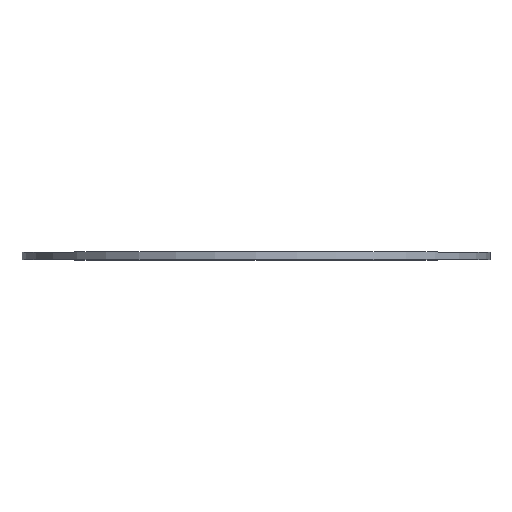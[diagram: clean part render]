
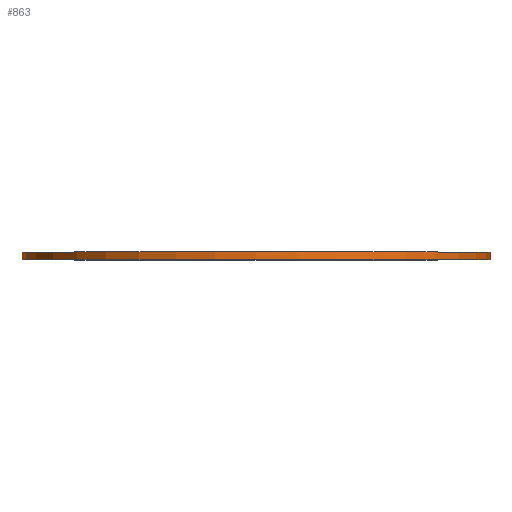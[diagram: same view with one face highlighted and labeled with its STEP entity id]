
A CAD part, top view. The second image highlights one B-rep face of the part: STEP entity #863.
In plain terms, the highlighted cylindrical face has radius 50 mm (diameter 100 mm), a full revolution.
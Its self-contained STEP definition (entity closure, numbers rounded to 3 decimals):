
#89=FACE_OUTER_BOUND('',#132,.T.);
#132=EDGE_LOOP('',(#710,#711,#712,#713));
#221=LINE('',#1487,#290);
#290=VECTOR('',#1235,50.);
#343=CIRCLE('',#973,50.);
#344=CIRCLE('',#974,50.);
#425=VERTEX_POINT('',#1484);
#426=VERTEX_POINT('',#1486);
#547=EDGE_CURVE('',#425,#425,#343,.T.);
#548=EDGE_CURVE('',#425,#426,#221,.T.);
#549=EDGE_CURVE('',#426,#426,#344,.T.);
#710=ORIENTED_EDGE('',*,*,#547,.F.);
#711=ORIENTED_EDGE('',*,*,#548,.T.);
#712=ORIENTED_EDGE('',*,*,#549,.T.);
#713=ORIENTED_EDGE('',*,*,#548,.F.);
#822=CYLINDRICAL_SURFACE('',#972,50.);
#863=ADVANCED_FACE('',(#89),#822,.T.);
#972=AXIS2_PLACEMENT_3D('',#1483,#1231,#1232);
#973=AXIS2_PLACEMENT_3D('',#1485,#1233,#1234);
#974=AXIS2_PLACEMENT_3D('',#1488,#1236,#1237);
#1231=DIRECTION('center_axis',(0.,1.,0.));
#1232=DIRECTION('ref_axis',(1.,0.,0.));
#1233=DIRECTION('center_axis',(0.,1.,0.));
#1234=DIRECTION('ref_axis',(1.,0.,0.));
#1235=DIRECTION('',(0.,-1.,0.));
#1236=DIRECTION('center_axis',(0.,1.,0.));
#1237=DIRECTION('ref_axis',(1.,0.,0.));
#1483=CARTESIAN_POINT('Origin',(0.,0.,0.));
#1484=CARTESIAN_POINT('',(-50.,1.6,0.));
#1485=CARTESIAN_POINT('Origin',(0.,1.6,0.));
#1486=CARTESIAN_POINT('',(-50.,0.,0.));
#1487=CARTESIAN_POINT('',(-50.,0.,0.));
#1488=CARTESIAN_POINT('Origin',(0.,0.,0.));
